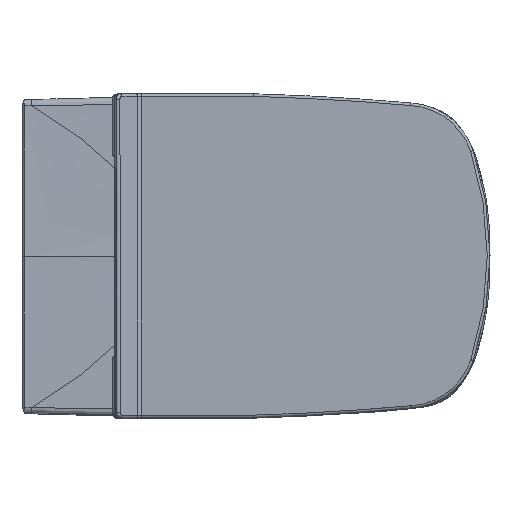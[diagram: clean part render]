
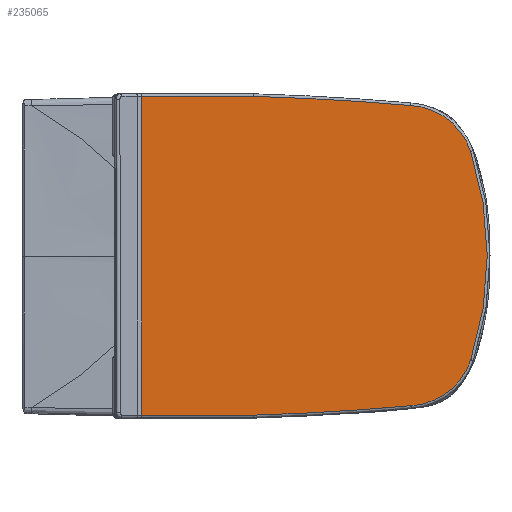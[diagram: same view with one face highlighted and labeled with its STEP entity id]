
A CAD part, top view. The second image highlights one B-rep face of the part: STEP entity #235065.
In plain terms, the highlighted face is planar.
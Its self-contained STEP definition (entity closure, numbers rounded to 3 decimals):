
#234387=CARTESIAN_POINT('',(-231.257,-5.689,66.744));
#234388=VERTEX_POINT('',#234387);
#234402=CARTESIAN_POINT('',(-162.092,-5.689,13.684));
#234403=VERTEX_POINT('',#234402);
#234404=CARTESIAN_POINT('',(-157.407,-5.689,91.401));
#234405=DIRECTION('',(0.,-1.,0.));
#234406=DIRECTION('',(-0.609,0.,-0.793));
#234407=AXIS2_PLACEMENT_3D('',#234404,#234405,#234406);
#234408=CIRCLE('',#234407,77.858);
#234409=EDGE_CURVE('',#234388,#234403,#234408,.T.);
#234437=CARTESIAN_POINT('',(19.436,-5.689,3.));
#234438=VERTEX_POINT('',#234437);
#234439=CARTESIAN_POINT('',(113.595,-5.689,3150.249));
#234440=DIRECTION('',(0.,-1.,0.));
#234441=DIRECTION('',(-0.059,0.,-0.998));
#234442=AXIS2_PLACEMENT_3D('',#234439,#234440,#234441);
#234443=CIRCLE('',#234442,3148.657);
#234444=EDGE_CURVE('',#234403,#234438,#234443,.T.);
#234471=CARTESIAN_POINT('',(148.84,-5.689,371.0));
#234472=VERTEX_POINT('',#234471);
#234480=CARTESIAN_POINT('',(19.435,-5.689,371.));
#234481=VERTEX_POINT('',#234480);
#234482=CARTESIAN_POINT('',(148.84,-5.689,371.0));
#234483=DIRECTION('',(-1.0,0.0,0.0));
#234484=VECTOR('',#234483,129.405);
#234485=LINE('',#234482,#234484);
#234486=EDGE_CURVE('',#234472,#234481,#234485,.T.);
#234861=CARTESIAN_POINT('',(148.84,-5.689,3.));
#234862=VERTEX_POINT('',#234861);
#234887=CARTESIAN_POINT('',(19.436,-5.689,3.));
#234888=DIRECTION('',(1.0,0.0,0.0));
#234889=VECTOR('',#234888,129.405);
#234890=LINE('',#234887,#234889);
#234891=EDGE_CURVE('',#234438,#234862,#234890,.T.);
#234914=CARTESIAN_POINT('',(-162.092,-5.689,360.316));
#234915=VERTEX_POINT('',#234914);
#234916=CARTESIAN_POINT('',(113.595,-5.689,-2776.249));
#234917=DIRECTION('',(0.,-1.,0.));
#234918=DIRECTION('',(-0.059,0.,0.998));
#234919=AXIS2_PLACEMENT_3D('',#234916,#234917,#234918);
#234920=CIRCLE('',#234919,3148.657);
#234921=EDGE_CURVE('',#234481,#234915,#234920,.T.);
#234946=CARTESIAN_POINT('',(-231.257,-5.689,307.256));
#234947=VERTEX_POINT('',#234946);
#234948=CARTESIAN_POINT('',(-157.407,-5.689,282.599));
#234949=DIRECTION('',(0.,-1.,0.));
#234950=DIRECTION('',(-0.609,0.,0.793));
#234951=AXIS2_PLACEMENT_3D('',#234948,#234949,#234950);
#234952=CIRCLE('',#234951,77.858);
#234953=EDGE_CURVE('',#234915,#234947,#234952,.T.);
#234997=CARTESIAN_POINT('',(138.161,-5.689,187.));
#234998=DIRECTION('',(0.0,-1.0,0.0));
#234999=DIRECTION('',(-1.0,0.0,0.0));
#235000=AXIS2_PLACEMENT_3D('',#234997,#234998,#234999);
#235001=CIRCLE('',#235000,388.498);
#235002=EDGE_CURVE('',#234947,#234388,#235001,.T.);
#235045=CARTESIAN_POINT('',(-254.405,-5.689,0.0));
#235046=DIRECTION('',(0.0,1.0,0.0));
#235047=DIRECTION('',(0.0,0.0,1.0));
#235048=AXIS2_PLACEMENT_3D('',#235045,#235046,#235047);
#235049=PLANE('',#235048);
#235050=ORIENTED_EDGE('',*,*,#234891,.F.);
#235051=ORIENTED_EDGE('',*,*,#234444,.F.);
#235052=ORIENTED_EDGE('',*,*,#234409,.F.);
#235053=ORIENTED_EDGE('',*,*,#235002,.F.);
#235054=ORIENTED_EDGE('',*,*,#234953,.F.);
#235055=ORIENTED_EDGE('',*,*,#234921,.F.);
#235056=ORIENTED_EDGE('',*,*,#234486,.F.);
#235057=CARTESIAN_POINT('',(148.84,-5.689,3.));
#235058=DIRECTION('',(0.0,0.0,1.0));
#235059=VECTOR('',#235058,368.0);
#235060=LINE('',#235057,#235059);
#235061=EDGE_CURVE('',#234862,#234472,#235060,.T.);
#235062=ORIENTED_EDGE('',*,*,#235061,.F.);
#235063=EDGE_LOOP('',(#235050,#235051,#235052,#235053,#235054,#235055,#235056,#235062));
#235064=FACE_OUTER_BOUND('',#235063,.T.);
#235065=ADVANCED_FACE('',(#235064),#235049,.T.);
